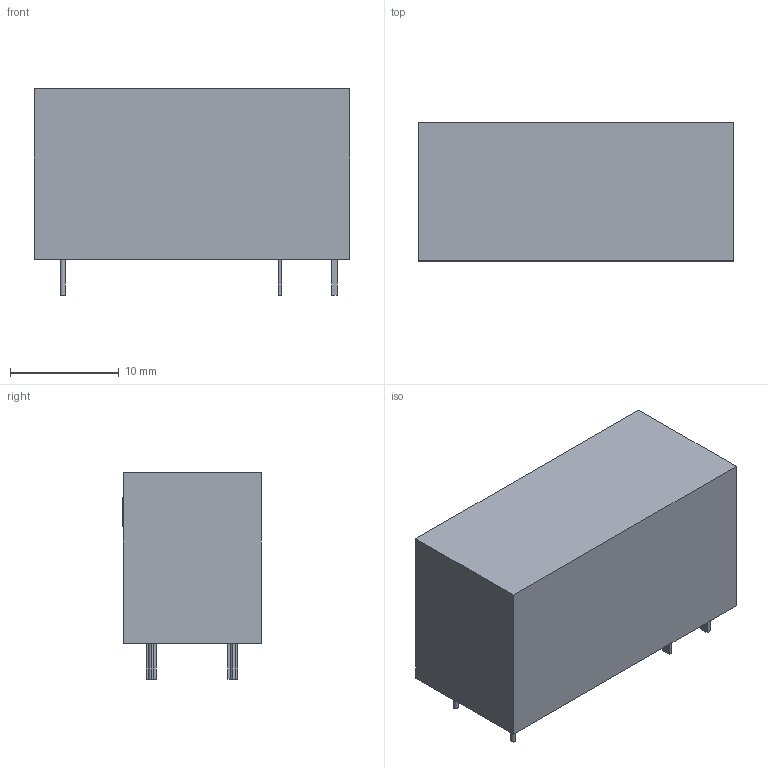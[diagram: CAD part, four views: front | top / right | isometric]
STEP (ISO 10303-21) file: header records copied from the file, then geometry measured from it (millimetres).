
FILE_DESCRIPTION (( 'STEP AP214' ), '1' );
FILE_NAME ('RELAY-TH_FTR-K1AK024T.step', '2022-07-09T13:10:18', ( '' ), ( '' ), 'SwSTEP 2.0', 'SolidWorks 2020', '' );
FILE_SCHEMA (( 'AUTOMOTIVE_DESIGN' ));
Length unit declared in the file: millimetre
Products named in the file (1): RELAY-TH_FTR-K1AK024T
Bounding box: 29 x 12.71 x 19 mm (x, y, z)
Volume: 5788.2 mm3; surface area: 2094.7 mm2
Topology: 12 solids, 12 shells, 324 faces, 843 edges, 562 vertices
Faces by surface type: plane 208, bspline 112, cylinder 4
Entity records: 14050 total; most frequent: CARTESIAN_POINT 3834, ORIENTED_EDGE 1686, DIRECTION 1049, EDGE_CURVE 843, VECTOR 607, LINE 607, VERTEX_POINT 562, EDGE_LOOP 347
